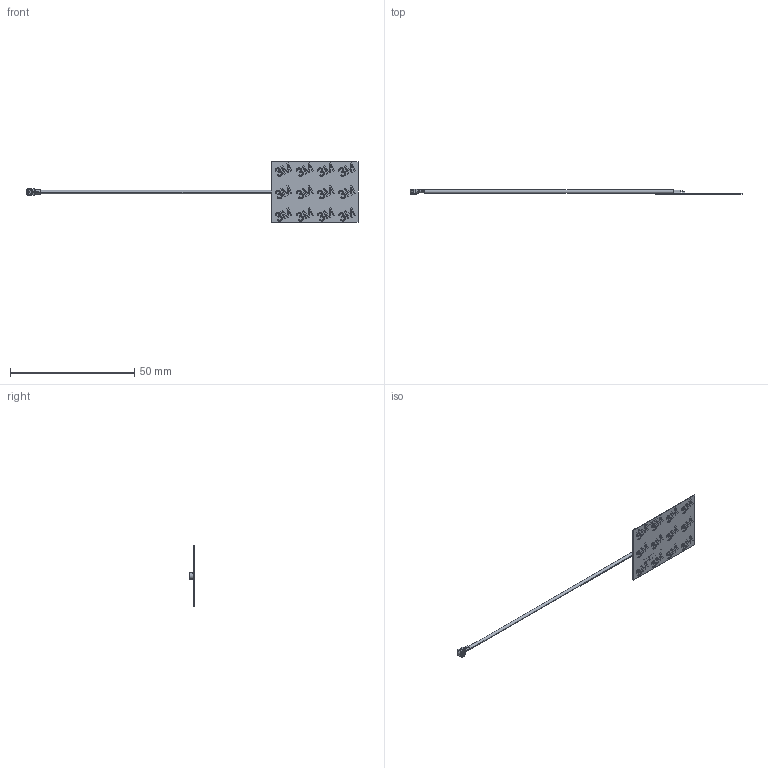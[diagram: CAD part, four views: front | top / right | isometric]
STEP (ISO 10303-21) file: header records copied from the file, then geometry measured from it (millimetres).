
FILE_DESCRIPTION (( 'STEP AP214' ), '1' );
FILE_NAME ('FXUWB20.07.0100C_web (1).STEP', '2022-03-10T12:40:58', ( '' ), ( '' ), 'SwSTEP 2.0', 'SolidWorks 2018', '' );
FILE_SCHEMA (( 'AUTOMOTIVE_DESIGN' ));
Length unit declared in the file: millimetre
Products named in the file (1): FXUWB20.07.0100C_web (1)
Bounding box: 133.54 x 2.11 x 24.5 mm (x, y, z)
Volume: 459.2 mm3; surface area: 4042.6 mm2
Topology: 6 solids, 6 shells, 1151 faces, 3164 edges, 2107 vertices
Faces by surface type: plane 639, bspline 441, cylinder 67, torus 4
Entity records: 65046 total; most frequent: CARTESIAN_POINT 26401, ORIENTED_EDGE 6328, DIRECTION 3765, EDGE_CURVE 3164, LINE 2111, VECTOR 2111, VERTEX_POINT 2107, EDGE_LOOP 1241
